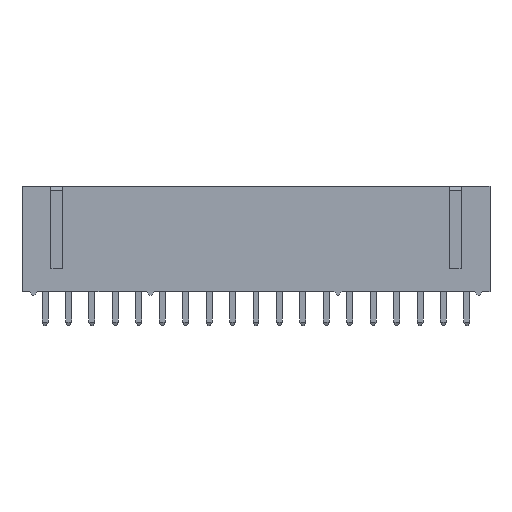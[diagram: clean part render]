
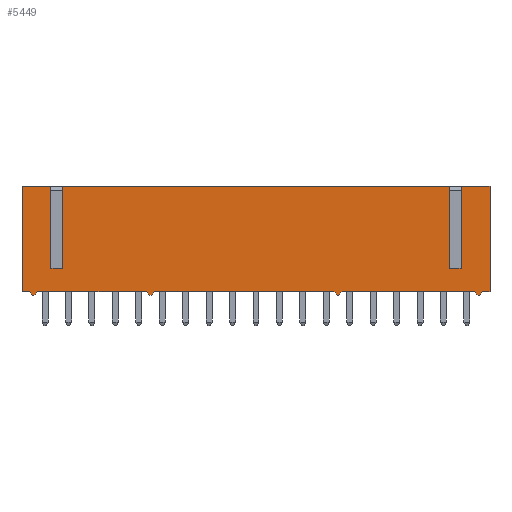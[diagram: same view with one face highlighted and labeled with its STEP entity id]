
A CAD part, front view. The second image highlights one B-rep face of the part: STEP entity #5449.
In plain terms, the highlighted planar face has unit normal (0, -1, 0).
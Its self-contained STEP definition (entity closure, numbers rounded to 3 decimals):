
#9=DIRECTION('',(1.,0.,0.));
#10=VECTOR('',#9,3.135);
#11=CARTESIAN_POINT('',(-25.36,-2.55,0.));
#12=LINE('',#11,#10);
#73=DIRECTION('',(1.,0.,0.));
#74=VECTOR('',#73,3.135);
#75=CARTESIAN_POINT('',(22.225,-2.55,0.));
#76=LINE('',#75,#74);
#121=DIRECTION('',(1.,0.,0.));
#122=VECTOR('',#121,41.91);
#123=CARTESIAN_POINT('',(-20.955,-2.55,0.));
#124=LINE('',#123,#122);
#233=DIRECTION('',(-0.707,0.,-0.707));
#234=VECTOR('',#233,0.537);
#235=CARTESIAN_POINT('',(-23.685,-2.55,-11.43));
#236=LINE('',#235,#234);
#237=DIRECTION('',(-1.,0.,0.));
#238=VECTOR('',#237,0.13);
#239=CARTESIAN_POINT('',(-24.065,-2.55,-11.81));
#240=LINE('',#239,#238);
#241=DIRECTION('',(-0.707,0.,0.707));
#242=VECTOR('',#241,0.537);
#243=CARTESIAN_POINT('',(-24.195,-2.55,-11.81));
#244=LINE('',#243,#242);
#245=DIRECTION('',(0.,0.,-1.));
#246=VECTOR('',#245,11.43);
#247=CARTESIAN_POINT('',(-25.36,-2.55,0.));
#248=LINE('',#247,#246);
#249=DIRECTION('',(0.,0.,-1.));
#250=VECTOR('',#249,8.89);
#251=CARTESIAN_POINT('',(-22.225,-2.55,0.));
#252=LINE('',#251,#250);
#253=DIRECTION('',(1.,0.,0.));
#254=VECTOR('',#253,1.27);
#255=CARTESIAN_POINT('',(-22.225,-2.55,-8.89));
#256=LINE('',#255,#254);
#257=DIRECTION('',(0.,0.,-1.));
#258=VECTOR('',#257,8.89);
#259=CARTESIAN_POINT('',(-20.955,-2.55,0.));
#260=LINE('',#259,#258);
#261=DIRECTION('',(0.,0.,-1.));
#262=VECTOR('',#261,8.89);
#263=CARTESIAN_POINT('',(20.955,-2.55,0.));
#264=LINE('',#263,#262);
#265=DIRECTION('',(1.,0.,0.));
#266=VECTOR('',#265,1.27);
#267=CARTESIAN_POINT('',(20.955,-2.55,-8.89));
#268=LINE('',#267,#266);
#269=DIRECTION('',(0.,0.,-1.));
#270=VECTOR('',#269,8.89);
#271=CARTESIAN_POINT('',(22.225,-2.55,0.));
#272=LINE('',#271,#270);
#273=DIRECTION('',(-0.707,0.,-0.707));
#274=VECTOR('',#273,0.537);
#275=CARTESIAN_POINT('',(24.575,-2.55,-11.43));
#276=LINE('',#275,#274);
#277=DIRECTION('',(-1.,0.,0.));
#278=VECTOR('',#277,0.13);
#279=CARTESIAN_POINT('',(24.195,-2.55,-11.81));
#280=LINE('',#279,#278);
#281=DIRECTION('',(-0.707,0.,0.707));
#282=VECTOR('',#281,0.537);
#283=CARTESIAN_POINT('',(24.065,-2.55,-11.81));
#284=LINE('',#283,#282);
#285=DIRECTION('',(-0.707,0.,-0.707));
#286=VECTOR('',#285,0.537);
#287=CARTESIAN_POINT('',(9.335,-2.55,-11.43));
#288=LINE('',#287,#286);
#289=DIRECTION('',(-1.,0.,0.));
#290=VECTOR('',#289,0.13);
#291=CARTESIAN_POINT('',(8.955,-2.55,-11.81));
#292=LINE('',#291,#290);
#293=DIRECTION('',(-0.707,0.,0.707));
#294=VECTOR('',#293,0.537);
#295=CARTESIAN_POINT('',(8.825,-2.55,-11.81));
#296=LINE('',#295,#294);
#297=DIRECTION('',(-0.707,0.,-0.707));
#298=VECTOR('',#297,0.537);
#299=CARTESIAN_POINT('',(-10.985,-2.55,-11.43));
#300=LINE('',#299,#298);
#301=DIRECTION('',(-1.,0.,0.));
#302=VECTOR('',#301,0.13);
#303=CARTESIAN_POINT('',(-11.365,-2.55,-11.81));
#304=LINE('',#303,#302);
#305=DIRECTION('',(-0.707,0.,0.707));
#306=VECTOR('',#305,0.537);
#307=CARTESIAN_POINT('',(-11.495,-2.55,-11.81));
#308=LINE('',#307,#306);
#313=DIRECTION('',(1.,0.,0.));
#314=VECTOR('',#313,0.785);
#315=CARTESIAN_POINT('',(24.575,-2.55,-11.43));
#316=LINE('',#315,#314);
#345=DIRECTION('',(1.,0.,0.));
#346=VECTOR('',#345,14.35);
#347=CARTESIAN_POINT('',(9.335,-2.55,-11.43));
#348=LINE('',#347,#346);
#361=DIRECTION('',(1.,0.,0.));
#362=VECTOR('',#361,19.43);
#363=CARTESIAN_POINT('',(-10.985,-2.55,-11.43));
#364=LINE('',#363,#362);
#377=DIRECTION('',(1.,0.,0.));
#378=VECTOR('',#377,11.81);
#379=CARTESIAN_POINT('',(-23.685,-2.55,-11.43));
#380=LINE('',#379,#378);
#417=DIRECTION('',(1.,0.,0.));
#418=VECTOR('',#417,0.785);
#419=CARTESIAN_POINT('',(-25.36,-2.55,-11.43));
#420=LINE('',#419,#418);
#873=DIRECTION('',(0.,0.,-1.));
#874=VECTOR('',#873,11.43);
#875=CARTESIAN_POINT('',(25.36,-2.55,0.));
#876=LINE('',#875,#874);
#3882=CARTESIAN_POINT('',(-25.36,-2.55,0.));
#3884=VERTEX_POINT('',#3882);
#3890=CARTESIAN_POINT('',(-25.36,-2.55,-11.43));
#3892=VERTEX_POINT('',#3890);
#3905=CARTESIAN_POINT('',(25.36,-2.55,0.));
#3907=VERTEX_POINT('',#3905);
#3921=CARTESIAN_POINT('',(25.36,-2.55,-11.43));
#3923=VERTEX_POINT('',#3921);
#3969=CARTESIAN_POINT('',(-22.225,-2.55,-8.89));
#3970=CARTESIAN_POINT('',(-20.955,-2.55,-8.89));
#3971=VERTEX_POINT('',#3969);
#3972=VERTEX_POINT('',#3970);
#3973=CARTESIAN_POINT('',(20.955,-2.55,-8.89));
#3974=CARTESIAN_POINT('',(22.225,-2.55,-8.89));
#3975=VERTEX_POINT('',#3973);
#3976=VERTEX_POINT('',#3974);
#3977=CARTESIAN_POINT('',(-22.225,-2.55,0.));
#3978=VERTEX_POINT('',#3977);
#3979=CARTESIAN_POINT('',(-20.955,-2.55,0.));
#3980=VERTEX_POINT('',#3979);
#3981=CARTESIAN_POINT('',(20.955,-2.55,0.));
#3982=VERTEX_POINT('',#3981);
#3983=CARTESIAN_POINT('',(22.225,-2.55,0.));
#3984=VERTEX_POINT('',#3983);
#4081=CARTESIAN_POINT('',(24.195,-2.55,-11.81));
#4082=CARTESIAN_POINT('',(24.065,-2.55,-11.81));
#4083=VERTEX_POINT('',#4081);
#4084=VERTEX_POINT('',#4082);
#4085=CARTESIAN_POINT('',(24.575,-2.55,-11.43));
#4087=VERTEX_POINT('',#4085);
#4089=CARTESIAN_POINT('',(23.685,-2.55,-11.43));
#4091=VERTEX_POINT('',#4089);
#4097=CARTESIAN_POINT('',(8.955,-2.55,-11.81));
#4098=CARTESIAN_POINT('',(8.825,-2.55,-11.81));
#4099=VERTEX_POINT('',#4097);
#4100=VERTEX_POINT('',#4098);
#4105=CARTESIAN_POINT('',(9.335,-2.55,-11.43));
#4106=VERTEX_POINT('',#4105);
#4107=CARTESIAN_POINT('',(8.445,-2.55,-11.43));
#4108=VERTEX_POINT('',#4107);
#4113=CARTESIAN_POINT('',(-11.365,-2.55,-11.81));
#4114=CARTESIAN_POINT('',(-11.495,-2.55,-11.81));
#4115=VERTEX_POINT('',#4113);
#4116=VERTEX_POINT('',#4114);
#4121=CARTESIAN_POINT('',(-10.985,-2.55,-11.43));
#4122=VERTEX_POINT('',#4121);
#4123=CARTESIAN_POINT('',(-11.875,-2.55,-11.43));
#4124=VERTEX_POINT('',#4123);
#4129=CARTESIAN_POINT('',(-24.065,-2.55,-11.81));
#4130=CARTESIAN_POINT('',(-24.195,-2.55,-11.81));
#4131=VERTEX_POINT('',#4129);
#4132=VERTEX_POINT('',#4130);
#4137=CARTESIAN_POINT('',(-23.685,-2.55,-11.43));
#4138=VERTEX_POINT('',#4137);
#4139=CARTESIAN_POINT('',(-24.575,-2.55,-11.43));
#4140=VERTEX_POINT('',#4139);
#5391=CARTESIAN_POINT('',(-25.36,-2.55,0.));
#5392=DIRECTION('',(0.,-1.,0.));
#5393=DIRECTION('',(1.,0.,0.));
#5394=AXIS2_PLACEMENT_3D('',#5391,#5392,#5393);
#5395=PLANE('',#5394);
#5397=ORIENTED_EDGE('',*,*,#5396,.F.);
#5399=ORIENTED_EDGE('',*,*,#5398,.T.);
#5401=ORIENTED_EDGE('',*,*,#5400,.T.);
#5403=ORIENTED_EDGE('',*,*,#5402,.T.);
#5405=ORIENTED_EDGE('',*,*,#5404,.F.);
#5407=ORIENTED_EDGE('',*,*,#5406,.F.);
#5408=ORIENTED_EDGE('',*,*,#5074,.T.);
#5409=ORIENTED_EDGE('',*,*,#5170,.T.);
#5411=ORIENTED_EDGE('',*,*,#5410,.T.);
#5413=ORIENTED_EDGE('',*,*,#5412,.F.);
#5414=ORIENTED_EDGE('',*,*,#5138,.T.);
#5416=ORIENTED_EDGE('',*,*,#5415,.T.);
#5418=ORIENTED_EDGE('',*,*,#5417,.T.);
#5419=ORIENTED_EDGE('',*,*,#5382,.F.);
#5420=ORIENTED_EDGE('',*,*,#5106,.T.);
#5422=ORIENTED_EDGE('',*,*,#5421,.T.);
#5424=ORIENTED_EDGE('',*,*,#5423,.F.);
#5426=ORIENTED_EDGE('',*,*,#5425,.T.);
#5428=ORIENTED_EDGE('',*,*,#5427,.T.);
#5430=ORIENTED_EDGE('',*,*,#5429,.T.);
#5432=ORIENTED_EDGE('',*,*,#5431,.F.);
#5434=ORIENTED_EDGE('',*,*,#5433,.T.);
#5436=ORIENTED_EDGE('',*,*,#5435,.T.);
#5438=ORIENTED_EDGE('',*,*,#5437,.T.);
#5440=ORIENTED_EDGE('',*,*,#5439,.F.);
#5442=ORIENTED_EDGE('',*,*,#5441,.T.);
#5444=ORIENTED_EDGE('',*,*,#5443,.T.);
#5446=ORIENTED_EDGE('',*,*,#5445,.T.);
#5447=EDGE_LOOP('',(#5397,#5399,#5401,#5403,#5405,#5407,#5408,#5409,#5411,#5413,
#5414,#5416,#5418,#5419,#5420,#5422,#5424,#5426,#5428,#5430,#5432,#5434,#5436,
#5438,#5440,#5442,#5444,#5446));
#5448=FACE_OUTER_BOUND('',#5447,.F.);
#5449=ADVANCED_FACE('',(#5448),#5395,.T.);
#5074=EDGE_CURVE('',#3884,#3978,#12,.T.);
#5106=EDGE_CURVE('',#3984,#3907,#76,.T.);
#5138=EDGE_CURVE('',#3980,#3982,#124,.T.);
#5170=EDGE_CURVE('',#3978,#3971,#252,.T.);
#5382=EDGE_CURVE('',#3984,#3976,#272,.T.);
#5396=EDGE_CURVE('',#4138,#4124,#380,.T.);
#5398=EDGE_CURVE('',#4138,#4131,#236,.T.);
#5400=EDGE_CURVE('',#4131,#4132,#240,.T.);
#5402=EDGE_CURVE('',#4132,#4140,#244,.T.);
#5404=EDGE_CURVE('',#3892,#4140,#420,.T.);
#5406=EDGE_CURVE('',#3884,#3892,#248,.T.);
#5410=EDGE_CURVE('',#3971,#3972,#256,.T.);
#5412=EDGE_CURVE('',#3980,#3972,#260,.T.);
#5415=EDGE_CURVE('',#3982,#3975,#264,.T.);
#5417=EDGE_CURVE('',#3975,#3976,#268,.T.);
#5421=EDGE_CURVE('',#3907,#3923,#876,.T.);
#5423=EDGE_CURVE('',#4087,#3923,#316,.T.);
#5425=EDGE_CURVE('',#4087,#4083,#276,.T.);
#5427=EDGE_CURVE('',#4083,#4084,#280,.T.);
#5429=EDGE_CURVE('',#4084,#4091,#284,.T.);
#5431=EDGE_CURVE('',#4106,#4091,#348,.T.);
#5433=EDGE_CURVE('',#4106,#4099,#288,.T.);
#5435=EDGE_CURVE('',#4099,#4100,#292,.T.);
#5437=EDGE_CURVE('',#4100,#4108,#296,.T.);
#5439=EDGE_CURVE('',#4122,#4108,#364,.T.);
#5441=EDGE_CURVE('',#4122,#4115,#300,.T.);
#5443=EDGE_CURVE('',#4115,#4116,#304,.T.);
#5445=EDGE_CURVE('',#4116,#4124,#308,.T.);
